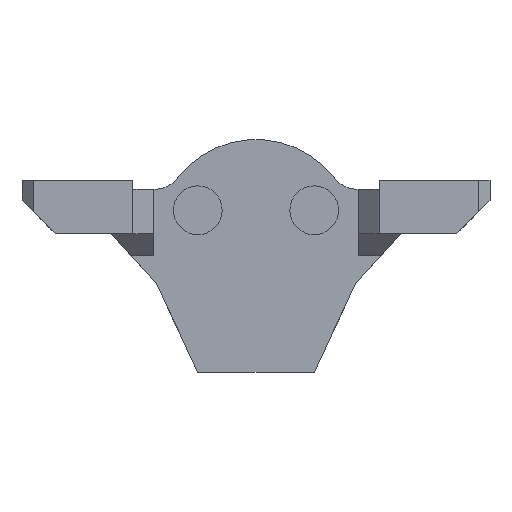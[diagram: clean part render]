
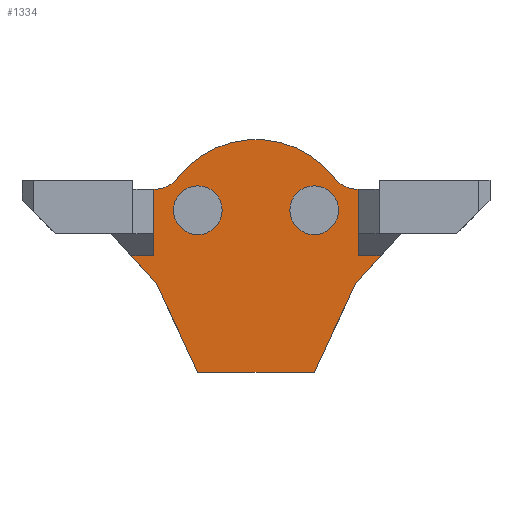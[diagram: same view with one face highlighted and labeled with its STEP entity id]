
A CAD part, front view. The second image highlights one B-rep face of the part: STEP entity #1334.
In plain terms, the highlighted planar face has unit normal (0, -1, 0).
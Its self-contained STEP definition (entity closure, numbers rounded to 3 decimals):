
#475 = EDGE_CURVE('',#476,#478,#480,.T.);
#476 = VERTEX_POINT('',#477);
#477 = CARTESIAN_POINT('',(8.981,5.,4.971));
#478 = VERTEX_POINT('',#479);
#479 = CARTESIAN_POINT('',(11.281,5.,7.5));
#480 = LINE('',#481,#482);
#481 = CARTESIAN_POINT('',(8.619,5.,4.574));
#482 = VECTOR('',#483,1.);
#483 = DIRECTION('',(0.673,0.,0.74));
#509 = VERTEX_POINT('',#510);
#510 = CARTESIAN_POINT('',(9.25,5.,7.5));
#516 = EDGE_CURVE('',#509,#478,#517,.T.);
#517 = LINE('',#518,#519);
#518 = CARTESIAN_POINT('',(9.25,5.,7.5));
#519 = VECTOR('',#520,1.);
#520 = DIRECTION('',(1.,0.,0.));
#534 = EDGE_CURVE('',#535,#509,#537,.T.);
#535 = VERTEX_POINT('',#536);
#536 = CARTESIAN_POINT('',(9.25,5.,9.5));
#537 = LINE('',#538,#539);
#538 = CARTESIAN_POINT('',(9.25,5.,10.526));
#539 = VECTOR('',#540,1.);
#540 = DIRECTION('',(0.,0.,-1.));
#542 = EDGE_CURVE('',#543,#535,#545,.T.);
#543 = VERTEX_POINT('',#544);
#544 = CARTESIAN_POINT('',(9.25,5.,13.5));
#545 = LINE('',#546,#547);
#546 = CARTESIAN_POINT('',(9.25,5.,13.5));
#547 = VECTOR('',#548,1.);
#548 = DIRECTION('',(0.,0.,-1.));
#1316 = VERTEX_POINT('',#1317);
#1317 = CARTESIAN_POINT('',(5.25,5.,-3.));
#1323 = EDGE_CURVE('',#476,#1316,#1324,.T.);
#1324 = LINE('',#1325,#1326);
#1325 = CARTESIAN_POINT('',(11.1,5.,9.5));
#1326 = VECTOR('',#1327,1.);
#1327 = DIRECTION('',(-0.424,-0.,-0.906));
#1334 = ADVANCED_FACE('',(#1335,#1431,#1442),#1453,.F.);
#1335 = FACE_BOUND('',#1336,.F.);
#1336 = EDGE_LOOP('',(#1337,#1338,#1339,#1347,#1355,#1363,#1371,#1379,
    #1387,#1395,#1404,#1413,#1422,#1428,#1429,#1430));
#1337 = ORIENTED_EDGE('',*,*,#475,.F.);
#1338 = ORIENTED_EDGE('',*,*,#1323,.T.);
#1339 = ORIENTED_EDGE('',*,*,#1340,.T.);
#1340 = EDGE_CURVE('',#1316,#1341,#1343,.T.);
#1341 = VERTEX_POINT('',#1342);
#1342 = CARTESIAN_POINT('',(-5.25,5.,-3.));
#1343 = LINE('',#1344,#1345);
#1344 = CARTESIAN_POINT('',(5.25,5.,-3.));
#1345 = VECTOR('',#1346,1.);
#1346 = DIRECTION('',(-1.,0.,0.));
#1347 = ORIENTED_EDGE('',*,*,#1348,.F.);
#1348 = EDGE_CURVE('',#1349,#1341,#1351,.T.);
#1349 = VERTEX_POINT('',#1350);
#1350 = CARTESIAN_POINT('',(-8.981,5.,4.971));
#1351 = LINE('',#1352,#1353);
#1352 = CARTESIAN_POINT('',(-11.1,5.,9.5));
#1353 = VECTOR('',#1354,1.);
#1354 = DIRECTION('',(0.424,0.,-0.906));
#1355 = ORIENTED_EDGE('',*,*,#1356,.T.);
#1356 = EDGE_CURVE('',#1349,#1357,#1359,.T.);
#1357 = VERTEX_POINT('',#1358);
#1358 = CARTESIAN_POINT('',(-11.281,5.,7.5));
#1359 = LINE('',#1360,#1361);
#1360 = CARTESIAN_POINT('',(-8.619,5.,4.574));
#1361 = VECTOR('',#1362,1.);
#1362 = DIRECTION('',(-0.673,0.,0.74));
#1363 = ORIENTED_EDGE('',*,*,#1364,.F.);
#1364 = EDGE_CURVE('',#1365,#1357,#1367,.T.);
#1365 = VERTEX_POINT('',#1366);
#1366 = CARTESIAN_POINT('',(-9.25,5.,7.5));
#1367 = LINE('',#1368,#1369);
#1368 = CARTESIAN_POINT('',(-9.25,5.,7.5));
#1369 = VECTOR('',#1370,1.);
#1370 = DIRECTION('',(-1.,0.,0.));
#1371 = ORIENTED_EDGE('',*,*,#1372,.F.);
#1372 = EDGE_CURVE('',#1373,#1365,#1375,.T.);
#1373 = VERTEX_POINT('',#1374);
#1374 = CARTESIAN_POINT('',(-9.25,5.,9.5));
#1375 = LINE('',#1376,#1377);
#1376 = CARTESIAN_POINT('',(-9.25,5.,10.526));
#1377 = VECTOR('',#1378,1.);
#1378 = DIRECTION('',(0.,0.,-1.));
#1379 = ORIENTED_EDGE('',*,*,#1380,.F.);
#1380 = EDGE_CURVE('',#1381,#1373,#1383,.T.);
#1381 = VERTEX_POINT('',#1382);
#1382 = CARTESIAN_POINT('',(-9.25,5.,13.5));
#1383 = LINE('',#1384,#1385);
#1384 = CARTESIAN_POINT('',(-9.25,5.,13.5));
#1385 = VECTOR('',#1386,1.);
#1386 = DIRECTION('',(0.,0.,-1.));
#1387 = ORIENTED_EDGE('',*,*,#1388,.T.);
#1388 = EDGE_CURVE('',#1381,#1389,#1391,.T.);
#1389 = VERTEX_POINT('',#1390);
#1390 = CARTESIAN_POINT('',(-9.1,5.,13.5));
#1391 = LINE('',#1392,#1393);
#1392 = CARTESIAN_POINT('',(-11.1,5.,13.5));
#1393 = VECTOR('',#1394,1.);
#1394 = DIRECTION('',(1.,0.,0.));
#1395 = ORIENTED_EDGE('',*,*,#1396,.T.);
#1396 = EDGE_CURVE('',#1389,#1397,#1399,.T.);
#1397 = VERTEX_POINT('',#1398);
#1398 = CARTESIAN_POINT('',(-7.118,5.,14.476));
#1399 = CIRCLE('',#1400,2.5);
#1400 = AXIS2_PLACEMENT_3D('',#1401,#1402,#1403);
#1401 = CARTESIAN_POINT('',(-9.1,5.,16.));
#1402 = DIRECTION('',(0.,-1.,0.));
#1403 = DIRECTION('',(1.,0.,0.));
#1404 = ORIENTED_EDGE('',*,*,#1405,.F.);
#1405 = EDGE_CURVE('',#1406,#1397,#1408,.T.);
#1406 = VERTEX_POINT('',#1407);
#1407 = CARTESIAN_POINT('',(7.118,5.,14.476));
#1408 = CIRCLE('',#1409,8.981);
#1409 = AXIS2_PLACEMENT_3D('',#1410,#1411,#1412);
#1410 = CARTESIAN_POINT('',(0.,5.,9.));
#1411 = DIRECTION('',(0.,-1.,0.));
#1412 = DIRECTION('',(1.,0.,0.));
#1413 = ORIENTED_EDGE('',*,*,#1414,.T.);
#1414 = EDGE_CURVE('',#1406,#1415,#1417,.T.);
#1415 = VERTEX_POINT('',#1416);
#1416 = CARTESIAN_POINT('',(9.1,5.,13.5));
#1417 = CIRCLE('',#1418,2.5);
#1418 = AXIS2_PLACEMENT_3D('',#1419,#1420,#1421);
#1419 = CARTESIAN_POINT('',(9.1,5.,16.));
#1420 = DIRECTION('',(0.,-1.,0.));
#1421 = DIRECTION('',(1.,0.,0.));
#1422 = ORIENTED_EDGE('',*,*,#1423,.F.);
#1423 = EDGE_CURVE('',#543,#1415,#1424,.T.);
#1424 = LINE('',#1425,#1426);
#1425 = CARTESIAN_POINT('',(11.1,5.,13.5));
#1426 = VECTOR('',#1427,1.);
#1427 = DIRECTION('',(-1.,0.,0.));
#1428 = ORIENTED_EDGE('',*,*,#542,.T.);
#1429 = ORIENTED_EDGE('',*,*,#534,.T.);
#1430 = ORIENTED_EDGE('',*,*,#516,.T.);
#1431 = FACE_BOUND('',#1432,.F.);
#1432 = EDGE_LOOP('',(#1433));
#1433 = ORIENTED_EDGE('',*,*,#1434,.T.);
#1434 = EDGE_CURVE('',#1435,#1435,#1437,.T.);
#1435 = VERTEX_POINT('',#1436);
#1436 = CARTESIAN_POINT('',(-3.05,5.,11.6));
#1437 = CIRCLE('',#1438,2.2);
#1438 = AXIS2_PLACEMENT_3D('',#1439,#1440,#1441);
#1439 = CARTESIAN_POINT('',(-5.25,5.,11.6));
#1440 = DIRECTION('',(0.,-1.,0.));
#1441 = DIRECTION('',(1.,0.,0.));
#1442 = FACE_BOUND('',#1443,.F.);
#1443 = EDGE_LOOP('',(#1444));
#1444 = ORIENTED_EDGE('',*,*,#1445,.T.);
#1445 = EDGE_CURVE('',#1446,#1446,#1448,.T.);
#1446 = VERTEX_POINT('',#1447);
#1447 = CARTESIAN_POINT('',(7.45,5.,11.6));
#1448 = CIRCLE('',#1449,2.2);
#1449 = AXIS2_PLACEMENT_3D('',#1450,#1451,#1452);
#1450 = CARTESIAN_POINT('',(5.25,5.,11.6));
#1451 = DIRECTION('',(0.,-1.,0.));
#1452 = DIRECTION('',(1.,0.,0.));
#1453 = PLANE('',#1454);
#1454 = AXIS2_PLACEMENT_3D('',#1455,#1456,#1457);
#1455 = CARTESIAN_POINT('',(0.,5.,7.551));
#1456 = DIRECTION('',(0.,1.,0.));
#1457 = DIRECTION('',(0.,0.,1.));
